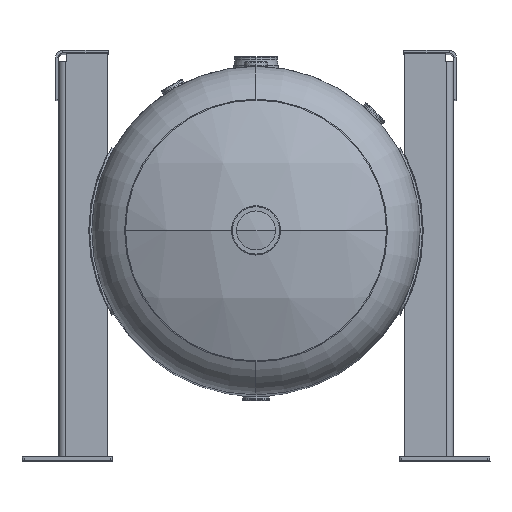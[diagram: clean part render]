
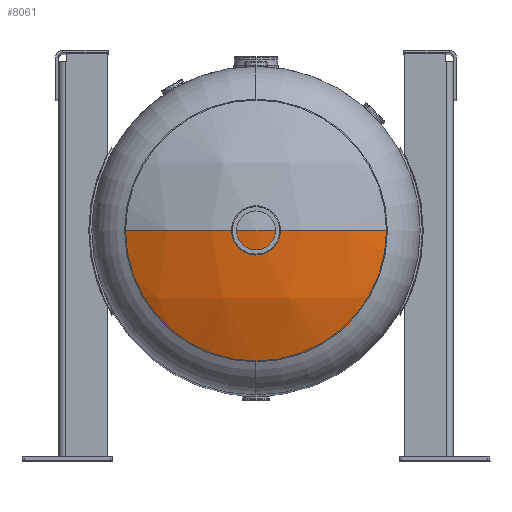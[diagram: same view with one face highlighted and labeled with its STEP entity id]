
A CAD part, top view. The second image highlights one B-rep face of the part: STEP entity #8061.
In plain terms, the highlighted spherical face has radius 457.2 mm.
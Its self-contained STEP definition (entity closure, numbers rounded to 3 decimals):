
#1162 = EDGE_LOOP ( 'NONE', ( #10171, #6890, #18575, #31695 ) ) ;
#1716 = DIRECTION ( 'NONE',  ( 1., 0., 0. ) ) ;
#1880 = CARTESIAN_POINT ( 'NONE',  ( 0., 0., 342.9 ) ) ;
#2235 = DIRECTION ( 'NONE',  ( 1., 0., 0. ) ) ;
#2236 = CARTESIAN_POINT ( 'NONE',  ( 0., 0., 752.463 ) ) ;
#4113 = DIRECTION ( 'NONE',  ( 0., -1., 0. ) ) ;
#5658 = EDGE_CURVE ( 'NONE', #24917, #27931, #32179, .T. ) ;
#6654 = AXIS2_PLACEMENT_3D ( 'NONE', #19730, #4113, #2235 ) ;
#6890 = ORIENTED_EDGE ( 'NONE', *, *, #22405, .T. ) ;
#7059 = CARTESIAN_POINT ( 'NONE',  ( 0., 0., 342.9 ) ) ;
#7506 = DIRECTION ( 'NONE',  ( 0., 1., 0. ) ) ;
#8061 = ADVANCED_FACE ( 'NONE', ( #21806 ), #27574, .T. ) ;
#9412 = AXIS2_PLACEMENT_3D ( 'NONE', #29507, #18972, #29337 ) ;
#10171 = ORIENTED_EDGE ( 'NONE', *, *, #24953, .F. ) ;
#10533 = VERTEX_POINT ( 'NONE', #23019 ) ;
#11175 = CARTESIAN_POINT ( 'NONE',  ( -203.2, 0., 752.463 ) ) ;
#13171 = CIRCLE ( 'NONE', #27828, 457.2 ) ;
#14085 = AXIS2_PLACEMENT_3D ( 'NONE', #7059, #14702, #17403 ) ;
#14243 = CARTESIAN_POINT ( 'NONE',  ( 203.2, 0., 752.463 ) ) ;
#14702 = DIRECTION ( 'NONE',  ( 0., 1., 0. ) ) ;
#17403 = DIRECTION ( 'NONE',  ( 0., 0., 1. ) ) ;
#17881 = CIRCLE ( 'NONE', #14085, 457.2 ) ;
#18575 = ORIENTED_EDGE ( 'NONE', *, *, #5658, .F. ) ;
#18963 = CARTESIAN_POINT ( 'NONE',  ( 0., -203.2, 752.463 ) ) ;
#18972 = DIRECTION ( 'NONE',  ( 0., 0., -1. ) ) ;
#19730 = CARTESIAN_POINT ( 'NONE',  ( 0., 0., 342.9 ) ) ;
#19864 = DIRECTION ( 'NONE',  ( 0., -1., 0. ) ) ;
#21806 = FACE_OUTER_BOUND ( 'NONE', #1162, .T. ) ;
#22405 = EDGE_CURVE ( 'NONE', #10533, #27931, #13171, .T. ) ;
#23019 = CARTESIAN_POINT ( 'NONE',  ( 0., 0., 800.1 ) ) ;
#23945 = EDGE_CURVE ( 'NONE', #25534, #24917, #29754, .T. ) ;
#24876 = AXIS2_PLACEMENT_3D ( 'NONE', #2236, #25319, #7506 ) ;
#24917 = VERTEX_POINT ( 'NONE', #18963 ) ;
#24953 = EDGE_CURVE ( 'NONE', #10533, #25534, #17881, .T. ) ;
#25319 = DIRECTION ( 'NONE',  ( 0., 0., -1. ) ) ;
#25534 = VERTEX_POINT ( 'NONE', #14243 ) ;
#27574 = SPHERICAL_SURFACE ( 'NONE', #6654, 457.2 ) ;
#27828 = AXIS2_PLACEMENT_3D ( 'NONE', #1880, #19864, #1716 ) ;
#27931 = VERTEX_POINT ( 'NONE', #11175 ) ;
#29337 = DIRECTION ( 'NONE',  ( 0., 1., 0. ) ) ;
#29507 = CARTESIAN_POINT ( 'NONE',  ( 0., 0., 752.463 ) ) ;
#29754 = CIRCLE ( 'NONE', #24876, 203.2 ) ;
#31695 = ORIENTED_EDGE ( 'NONE', *, *, #23945, .F. ) ;
#32179 = CIRCLE ( 'NONE', #9412, 203.2 ) ;
